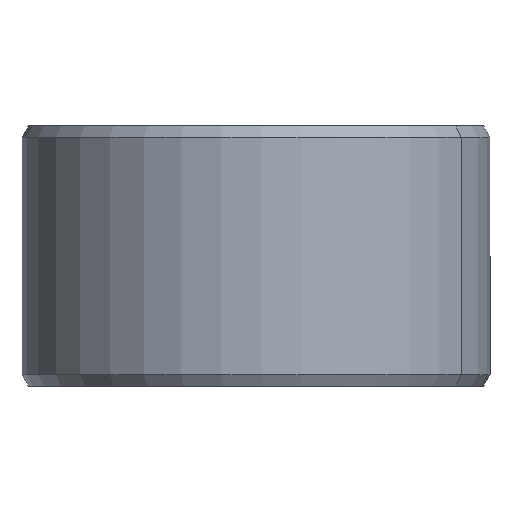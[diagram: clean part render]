
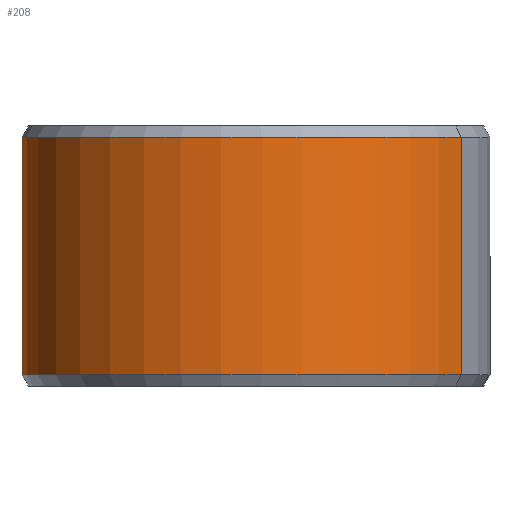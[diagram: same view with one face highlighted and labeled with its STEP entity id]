
A CAD part, left-side view. The second image highlights one B-rep face of the part: STEP entity #208.
In plain terms, the highlighted cylindrical face has radius 18 mm (diameter 36 mm), a partial arc.
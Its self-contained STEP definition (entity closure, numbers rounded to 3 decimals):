
#127=CARTESIAN_POINT('Vertex',(8.63,15.796,0.866)) ;
#134=CARTESIAN_POINT('Vertex',(-8.63,-15.796,0.866)) ;
#154=CARTESIAN_POINT('Axis2P3D Location',(0.,0.,0.866)) ;
#166=CARTESIAN_POINT('Axis2P3D Location',(0.,0.,10.)) ;
#171=CARTESIAN_POINT('Line Origine',(8.63,15.796,10.)) ;
#175=CARTESIAN_POINT('Vertex',(8.63,15.796,19.134)) ;
#182=CARTESIAN_POINT('Vertex',(-8.63,-15.796,19.134)) ;
#185=CARTESIAN_POINT('Line Origine',(-8.63,-15.796,10.)) ;
#197=CARTESIAN_POINT('Axis2P3D Location',(0.,0.,19.134)) ;
#155=DIRECTION('Axis2P3D Direction',(-0.,0.,1.)) ;
#167=DIRECTION('Axis2P3D Direction',(0.,0.,-1.)) ;
#168=DIRECTION('Axis2P3D XDirection',(0.479,0.878,0.)) ;
#172=DIRECTION('Vector Direction',(0.,0.,-1.)) ;
#186=DIRECTION('Vector Direction',(0.,0.,-1.)) ;
#198=DIRECTION('Axis2P3D Direction',(0.,0.,-1.)) ;
#156=AXIS2_PLACEMENT_3D('Circle Axis2P3D',#154,#155,$) ;
#169=AXIS2_PLACEMENT_3D('Cylinder Axis2P3D',#166,#167,#168) ;
#199=AXIS2_PLACEMENT_3D('Circle Axis2P3D',#197,#198,$) ;
#203=ORIENTED_EDGE('',*,*,#158,.F.) ;
#204=ORIENTED_EDGE('',*,*,#189,.T.) ;
#205=ORIENTED_EDGE('',*,*,#201,.T.) ;
#206=ORIENTED_EDGE('',*,*,#177,.F.) ;
#173=VECTOR('Line Direction',#172,1.) ;
#187=VECTOR('Line Direction',#186,1.) ;
#208=ADVANCED_FACE('PartBody',(#207),#170,.T.) ;
#157=CIRCLE('generated circle',#156,18.) ;
#200=CIRCLE('generated circle',#199,18.) ;
#170=CYLINDRICAL_SURFACE('generated cylinder',#169,18.) ;
#158=EDGE_CURVE('',#135,#128,#157,.F.) ;
#177=EDGE_CURVE('',#128,#176,#174,.F.) ;
#189=EDGE_CURVE('',#135,#183,#188,.F.) ;
#201=EDGE_CURVE('',#183,#176,#200,.T.) ;
#202=EDGE_LOOP('',(#203,#204,#205,#206)) ;
#207=FACE_OUTER_BOUND('',#202,.T.) ;
#174=LINE('Line',#171,#173) ;
#188=LINE('Line',#185,#187) ;
#128=VERTEX_POINT('',#127) ;
#135=VERTEX_POINT('',#134) ;
#176=VERTEX_POINT('',#175) ;
#183=VERTEX_POINT('',#182) ;
